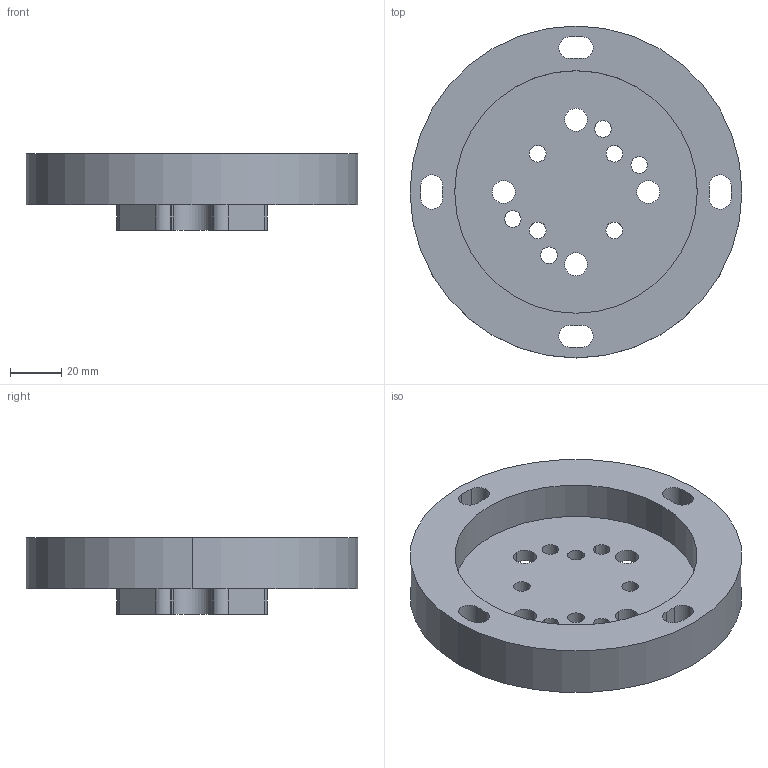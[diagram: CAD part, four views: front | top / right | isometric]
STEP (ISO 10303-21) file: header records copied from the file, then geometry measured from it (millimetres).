
FILE_DESCRIPTION(('CATIA V5 STEP Exchange'),'2;1');
FILE_NAME('Vira Sanat Stack Mold 5Axis Top Robot-046 -SAFHE VASET.stp','2022-12-15T10:06:20+00:00',('none'),('none'),'CATIA Version 5 Release 21 GA (IN-10)','CATIA V5 STEP AP203','none');
FILE_SCHEMA(('CONFIG_CONTROL_DESIGN'));
Length unit declared in the file: millimetre
Products named in the file (1): Vira Sanat Stack Mold 5Axis Top Robot-046 -SAFHE VASET
Bounding box: 130 x 130 x 30 mm (x, y, z)
Volume: 166297.3 mm3; surface area: 46201.9 mm2
Topology: 1 solids, 1 shells, 100 faces, 284 edges, 192 vertices
Faces by surface type: cylinder 80, plane 20
Entity records: 3193 total; most frequent: ORIENTED_EDGE 568, CARTESIAN_POINT 556, DIRECTION 442, EDGE_CURVE 284, AXIS2_PLACEMENT_3D 240, VERTEX_POINT 192, CIRCLE 160, EDGE_LOOP 138
